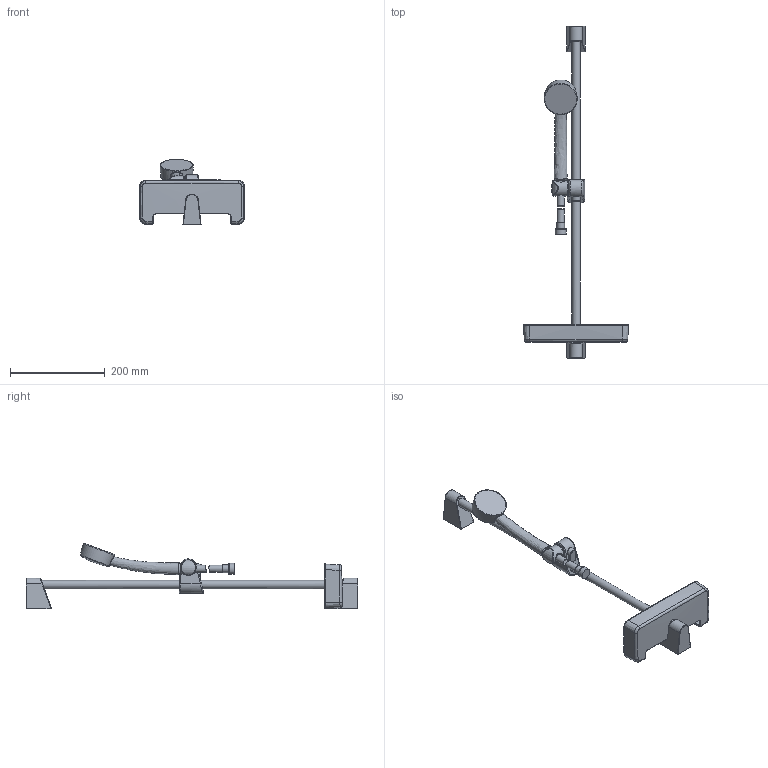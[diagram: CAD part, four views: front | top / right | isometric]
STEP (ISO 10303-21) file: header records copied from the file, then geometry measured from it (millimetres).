
FILE_DESCRIPTION (( 'STEP AP203' ), '1' );
FILE_NAME ('520(2016)+44780211.STEP', '2017-03-09T05:54:26', ( '' ), ( '' ), 'SwSTEP 2.0', 'SolidWorks 2016', '' );
FILE_SCHEMA (( 'CONFIG_CONTROL_DESIGN' ));
Length unit declared in the file: millimetre
Products named in the file (1): 520(2016)+44780211
Bounding box: 221.91 x 701 x 137.64 mm (x, y, z)
Volume: 747815.5 mm3; surface area: 167574.8 mm2
Topology: 4 solids, 4 shells, 258 faces, 602 edges, 363 vertices
Faces by surface type: bspline 152, plane 39, cylinder 38, torus 25, cone 3, sphere 1
Full cylindrical faces by diameter (mm): 15 x2, 16.1 x1, 17.8 x2, 18.2 x1, 22.6 x1, 22.95 x1
Entity records: 18933 total; most frequent: CARTESIAN_POINT 14414, ORIENTED_EDGE 1136, DIRECTION 590, EDGE_CURVE 568, VERTEX_POINT 350, EDGE_LOOP 290, FACE_OUTER_BOUND 276, B_SPLINE_CURVE_WITH_KNOTS 274
